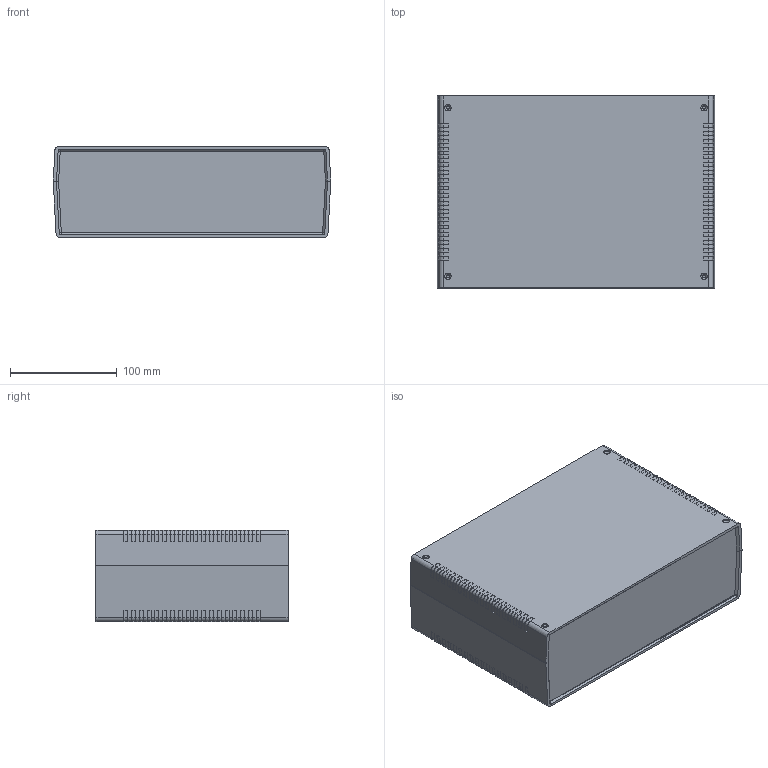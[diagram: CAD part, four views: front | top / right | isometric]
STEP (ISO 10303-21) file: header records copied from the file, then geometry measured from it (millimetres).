
FILE_DESCRIPTION (( 'STEP AP214' ), '1' );
FILE_NAME ('G753.STEP', '2011-02-09T02:21:30', ( 'NEF User' ), ( 'NEF User' ), 'SwSTEP 2.0', 'SolidWorks 2010', '' );
FILE_SCHEMA (( 'AUTOMOTIVE_DESIGN' ));
Length unit declared in the file: millimetre
Products named in the file (1): G753
Bounding box: 260 x 180 x 85.5 mm (x, y, z)
Volume: 451218.3 mm3; surface area: 355459.6 mm2
Topology: 4 solids, 4 shells, 1116 faces, 3106 edges, 2044 vertices
Faces by surface type: plane 800, cylinder 246, cone 62, bspline 8
Entity records: 37687 total; most frequent: CARTESIAN_POINT 9293, ORIENTED_EDGE 6208, DIRECTION 5438, EDGE_CURVE 3104, VECTOR 2300, LINE 2300, VERTEX_POINT 2044, AXIS2_PLACEMENT_3D 1569
